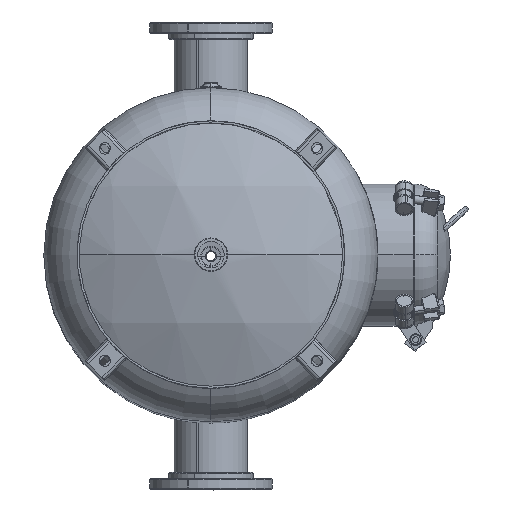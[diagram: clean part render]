
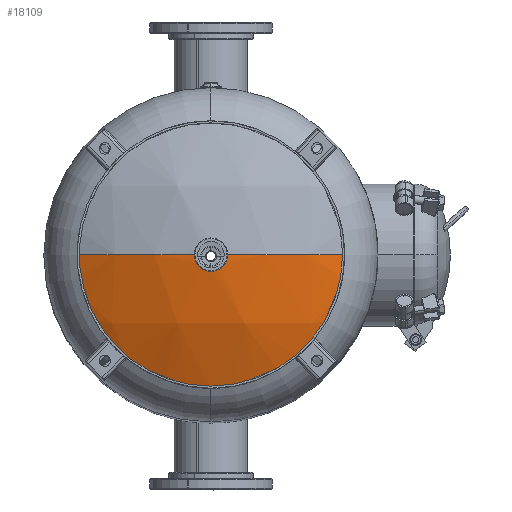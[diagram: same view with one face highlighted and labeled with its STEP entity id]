
A CAD part, top view. The second image highlights one B-rep face of the part: STEP entity #18109.
In plain terms, the highlighted spherical face has radius 685.8 mm.
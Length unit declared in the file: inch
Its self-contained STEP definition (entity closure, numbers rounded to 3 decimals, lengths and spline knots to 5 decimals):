
#2975 = VERTEX_POINT ( 'NONE', #5531 ) ;
#2991 = VERTEX_POINT ( 'NONE', #5547 ) ;
#2996 = VERTEX_POINT ( 'NONE', #5552 ) ;
#2997 = VERTEX_POINT ( 'NONE', #5553 ) ;
#3003 = VERTEX_POINT ( 'NONE', #5559 ) ;
#3384 = EDGE_CURVE ( 'NONE', #2997, #3003, #21070, .T. ) ;
#3385 = EDGE_CURVE ( 'NONE', #2991, #3003, #21068, .T. ) ;
#3394 = EDGE_CURVE ( 'NONE', #2997, #2996, #21085, .T. ) ;
#3396 = EDGE_CURVE ( 'NONE', #2996, #2975, #21091, .T. ) ;
#5531 = CARTESIAN_POINT ( 'NONE',  ( 12., 0., 39.18677 ) ) ;
#5547 = CARTESIAN_POINT ( 'NONE',  ( 0., -12., 39.18677 ) ) ;
#5552 = CARTESIAN_POINT ( 'NONE',  ( 1.3775, 0., 41.96484 ) ) ;
#5553 = CARTESIAN_POINT ( 'NONE',  ( -1.3775, 0., 41.96484 ) ) ;
#5559 = CARTESIAN_POINT ( 'NONE',  ( -12., 0., 39.18677 ) ) ;
#7719 = EDGE_CURVE ( 'NONE', #2975, #2991, #18772, .T. ) ;
#8883 = CARTESIAN_POINT ( 'NONE',  ( 0., 0., 15. ) ) ;
#8888 = FACE_OUTER_BOUND ( 'NONE', #19179, .T. ) ;
#8890 = SPHERICAL_SURFACE ( 'NONE', #29933, 27. ) ;
#8893 = DIRECTION ( 'NONE',  ( 0., -1., 0. ) ) ;
#8894 = DIRECTION ( 'NONE',  ( 1., 0., 0. ) ) ;
#15737 = AXIS2_PLACEMENT_3D ( 'NONE', #16797, #16798, #16799 ) ;
#16797 = CARTESIAN_POINT ( 'NONE',  ( 0., 0., 39.18677 ) ) ;
#16798 = DIRECTION ( 'NONE',  ( 0., 0., -1. ) ) ;
#16799 = DIRECTION ( 'NONE',  ( 0., 1., 0. ) ) ;
#18109 = ADVANCED_FACE ( 'NONE', ( #8888 ), #8890, .T. ) ;
#18772 = CIRCLE ( 'NONE', #15737, 12. ) ;
#19179 = EDGE_LOOP ( 'NONE', ( #33424, #33425, #33426, #33427, #33428 ) ) ;
#20079 = CARTESIAN_POINT ( 'NONE',  ( 0., 0., 15. ) ) ;
#20080 = DIRECTION ( 'NONE',  ( 0., -1., 0. ) ) ;
#20081 = DIRECTION ( 'NONE',  ( 1., 0., 0. ) ) ;
#20083 = CARTESIAN_POINT ( 'NONE',  ( 0., 0., 39.18677 ) ) ;
#20084 = DIRECTION ( 'NONE',  ( 0., 0., -1. ) ) ;
#20085 = DIRECTION ( 'NONE',  ( 0., 1., 0. ) ) ;
#20109 = CARTESIAN_POINT ( 'NONE',  ( 0., 0., 41.96484 ) ) ;
#20110 = DIRECTION ( 'NONE',  ( 0., 0., 1. ) ) ;
#20111 = DIRECTION ( 'NONE',  ( -1., 0., 0. ) ) ;
#20115 = CARTESIAN_POINT ( 'NONE',  ( 0., 0., 15. ) ) ;
#20116 = DIRECTION ( 'NONE',  ( 0., 1., 0. ) ) ;
#20117 = DIRECTION ( 'NONE',  ( 0., 0., 1. ) ) ;
#21068 = CIRCLE ( 'NONE', #21074, 12. ) ;
#21070 = CIRCLE ( 'NONE', #21072, 27. ) ;
#21072 = AXIS2_PLACEMENT_3D ( 'NONE', #20079, #20080, #20081 ) ;
#21074 = AXIS2_PLACEMENT_3D ( 'NONE', #20083, #20084, #20085 ) ;
#21085 = CIRCLE ( 'NONE', #21090, 1.3775 ) ;
#21090 = AXIS2_PLACEMENT_3D ( 'NONE', #20109, #20110, #20111 ) ;
#21091 = CIRCLE ( 'NONE', #21094, 27. ) ;
#21094 = AXIS2_PLACEMENT_3D ( 'NONE', #20115, #20116, #20117 ) ;
#29933 = AXIS2_PLACEMENT_3D ( 'NONE', #8883, #8893, #8894 ) ;
#33424 = ORIENTED_EDGE ( 'NONE', *, *, #3394, .F. ) ;
#33425 = ORIENTED_EDGE ( 'NONE', *, *, #3384, .T. ) ;
#33426 = ORIENTED_EDGE ( 'NONE', *, *, #3385, .F. ) ;
#33427 = ORIENTED_EDGE ( 'NONE', *, *, #7719, .F. ) ;
#33428 = ORIENTED_EDGE ( 'NONE', *, *, #3396, .F. ) ;
